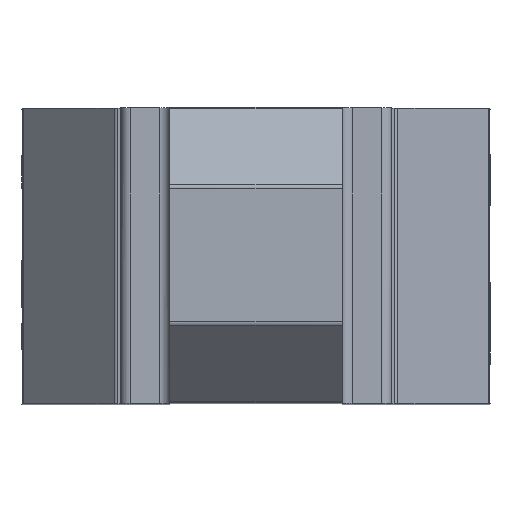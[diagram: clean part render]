
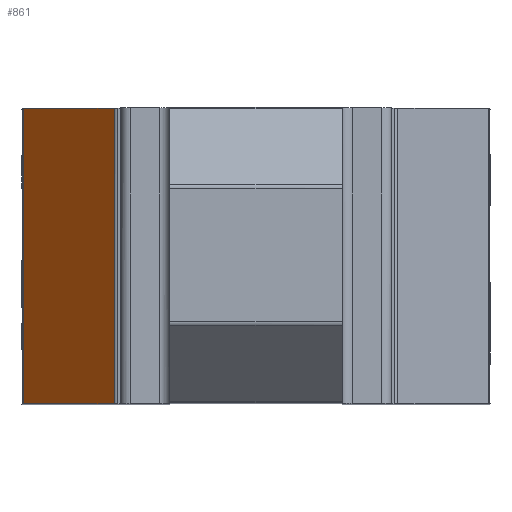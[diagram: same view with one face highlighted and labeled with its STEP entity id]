
A CAD part, top view. The second image highlights one B-rep face of the part: STEP entity #861.
In plain terms, the highlighted free-form (B-spline) face has degree [1, 1] with [2, 2] control points.
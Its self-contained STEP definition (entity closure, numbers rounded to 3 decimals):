
#313 = VERTEX_POINT('',#314);
#314 = CARTESIAN_POINT('',(-67.394,85.625,
    143.122));
#320 = EDGE_CURVE('',#313,#321,#323,.T.);
#321 = VERTEX_POINT('',#322);
#322 = CARTESIAN_POINT('',(-41.094,85.625,
    170.807));
#323 = B_SPLINE_CURVE_WITH_KNOTS('',1,(#324,#325),.UNSPECIFIED.,.F.,.F.,
  (2,2),(0.,26.758),.PIECEWISE_BEZIER_KNOTS.);
#324 = CARTESIAN_POINT('',(-67.394,85.625,
    143.122));
#325 = CARTESIAN_POINT('',(-41.094,85.625,
    170.807));
#648 = VERTEX_POINT('',#649);
#649 = CARTESIAN_POINT('',(-41.094,0.,
    170.807));
#655 = EDGE_CURVE('',#656,#648,#658,.T.);
#656 = VERTEX_POINT('',#657);
#657 = CARTESIAN_POINT('',(-67.394,0.,
    143.122));
#658 = B_SPLINE_CURVE_WITH_KNOTS('',1,(#659,#660),.UNSPECIFIED.,.F.,.F.,
  (2,2),(0.,26.758),.PIECEWISE_BEZIER_KNOTS.);
#659 = CARTESIAN_POINT('',(-67.394,0.,
    143.122));
#660 = CARTESIAN_POINT('',(-41.094,0.,
    170.807));
#861 = ADVANCED_FACE('',(#862),#876,.T.);
#862 = FACE_BOUND('',#863,.T.);
#863 = EDGE_LOOP('',(#864,#869,#870,#875));
#864 = ORIENTED_EDGE('',*,*,#865,.T.);
#865 = EDGE_CURVE('',#648,#321,#866,.T.);
#866 = B_SPLINE_CURVE_WITH_KNOTS('',1,(#867,#868),.UNSPECIFIED.,.F.,.F.,
  (2,2),(0.,60.),.PIECEWISE_BEZIER_KNOTS.);
#867 = CARTESIAN_POINT('',(-41.094,0.,
    170.807));
#868 = CARTESIAN_POINT('',(-41.094,85.625,
    170.807));
#869 = ORIENTED_EDGE('',*,*,#320,.F.);
#870 = ORIENTED_EDGE('',*,*,#871,.F.);
#871 = EDGE_CURVE('',#656,#313,#872,.T.);
#872 = B_SPLINE_CURVE_WITH_KNOTS('',1,(#873,#874),.UNSPECIFIED.,.F.,.F.,
  (2,2),(0.,60.),.PIECEWISE_BEZIER_KNOTS.);
#873 = CARTESIAN_POINT('',(-67.394,0.,
    143.122));
#874 = CARTESIAN_POINT('',(-67.394,85.625,
    143.122));
#875 = ORIENTED_EDGE('',*,*,#655,.T.);
#876 = B_SPLINE_SURFACE_WITH_KNOTS('',1,1,(
    (#877,#878)
    ,(#879,#880
    )),.UNSPECIFIED.,.F.,.F.,.F.,(2,2),(2,2),(0.399,
    27.157),(0.,60.),
  .PIECEWISE_BEZIER_KNOTS.);
#877 = CARTESIAN_POINT('',(-67.394,0.,
    143.122));
#878 = CARTESIAN_POINT('',(-67.394,85.625,
    143.122));
#879 = CARTESIAN_POINT('',(-41.094,0.,
    170.807));
#880 = CARTESIAN_POINT('',(-41.094,85.625,
    170.807));
